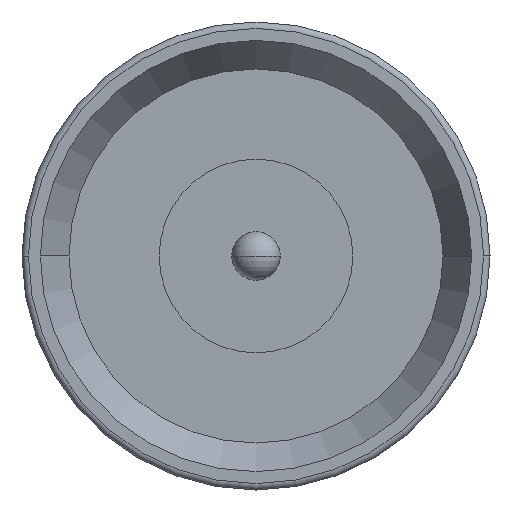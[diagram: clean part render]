
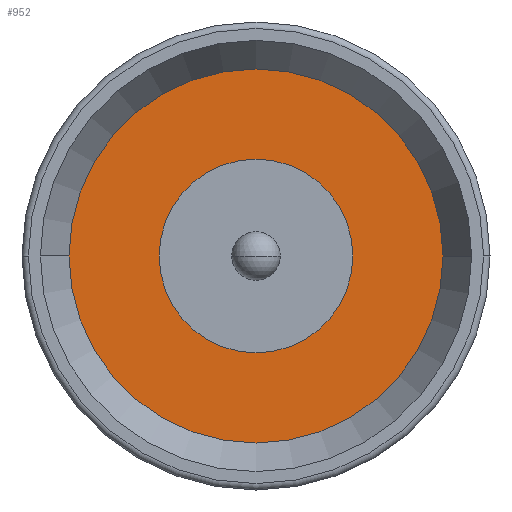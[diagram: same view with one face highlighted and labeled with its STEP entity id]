
A CAD part, left-side view. The second image highlights one B-rep face of the part: STEP entity #952.
In plain terms, the highlighted planar face has unit normal (-1, 0, 0).
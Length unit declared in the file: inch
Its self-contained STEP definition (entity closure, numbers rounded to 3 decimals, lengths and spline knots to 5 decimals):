
#54 = ORIENTED_EDGE ( 'NONE', *, *, #374, .T. ) ;
#79 = DIRECTION ( 'NONE',  ( 0., 1., 0. ) ) ;
#104 = DIRECTION ( 'NONE',  ( 0., 1., 0. ) ) ;
#116 = ORIENTED_EDGE ( 'NONE', *, *, #392, .F. ) ;
#124 = AXIS2_PLACEMENT_3D ( 'NONE', #532, #819, #682 ) ;
#125 = VERTEX_POINT ( 'NONE', #510 ) ;
#160 = DIRECTION ( 'NONE',  ( 1., 0., 0. ) ) ;
#168 = CARTESIAN_POINT ( 'NONE',  ( 0.07004, -0.06231, 0. ) ) ;
#173 = CARTESIAN_POINT ( 'NONE',  ( 0.07004, -0.06231, 0. ) ) ;
#300 = EDGE_CURVE ( 'NONE', #359, #918, #820, .T. ) ;
#304 = DIRECTION ( 'NONE',  ( 1., 0., 0. ) ) ;
#359 = VERTEX_POINT ( 'NONE', #886 ) ;
#374 = EDGE_CURVE ( 'NONE', #918, #359, #942, .T. ) ;
#379 = DIRECTION ( 'NONE',  ( 1., 0., 0. ) ) ;
#392 = EDGE_CURVE ( 'NONE', #944, #125, #519, .T. ) ;
#397 = ORIENTED_EDGE ( 'NONE', *, *, #415, .F. ) ;
#415 = EDGE_CURVE ( 'NONE', #125, #944, #850, .T. ) ;
#429 = ORIENTED_EDGE ( 'NONE', *, *, #300, .T. ) ;
#510 = CARTESIAN_POINT ( 'NONE',  ( 0.07004, 0.06231, 0. ) ) ;
#519 = CIRCLE ( 'NONE', #864, 0.06231 ) ;
#527 = DIRECTION ( 'NONE',  ( 0., 1., 0. ) ) ;
#532 = CARTESIAN_POINT ( 'NONE',  ( 0.07004, 0., 0. ) ) ;
#536 = AXIS2_PLACEMENT_3D ( 'NONE', #618, #379, #738 ) ;
#562 = AXIS2_PLACEMENT_3D ( 'NONE', #613, #160, #527 ) ;
#563 = EDGE_LOOP ( 'NONE', ( #54, #429 ) ) ;
#567 = EDGE_LOOP ( 'NONE', ( #397, #116 ) ) ;
#613 = CARTESIAN_POINT ( 'NONE',  ( 0.07004, 0., 0. ) ) ;
#616 = CARTESIAN_POINT ( 'NONE',  ( 0.07004, 0.03, 0. ) ) ;
#618 = CARTESIAN_POINT ( 'NONE',  ( 0.07004, 0., 0. ) ) ;
#620 = FACE_BOUND ( 'NONE', #563, .T. ) ;
#682 = DIRECTION ( 'NONE',  ( 0., 1., 0. ) ) ;
#738 = DIRECTION ( 'NONE',  ( 0., 1., 0. ) ) ;
#771 = FACE_OUTER_BOUND ( 'NONE', #567, .T. ) ;
#815 = AXIS2_PLACEMENT_3D ( 'NONE', #173, #904, #104 ) ;
#819 = DIRECTION ( 'NONE',  ( 1., 0., 0. ) ) ;
#820 = CIRCLE ( 'NONE', #562, 0.03 ) ;
#850 = CIRCLE ( 'NONE', #124, 0.06231 ) ;
#864 = AXIS2_PLACEMENT_3D ( 'NONE', #901, #304, #79 ) ;
#886 = CARTESIAN_POINT ( 'NONE',  ( 0.07004, -0.03, 0. ) ) ;
#901 = CARTESIAN_POINT ( 'NONE',  ( 0.07004, 0., 0. ) ) ;
#904 = DIRECTION ( 'NONE',  ( 1., 0., 0. ) ) ;
#908 = PLANE ( 'NONE',  #815 ) ;
#918 = VERTEX_POINT ( 'NONE', #616 ) ;
#942 = CIRCLE ( 'NONE', #536, 0.03 ) ;
#944 = VERTEX_POINT ( 'NONE', #168 ) ;
#952 = ADVANCED_FACE ( 'NONE', ( #771, #620 ), #908, .F. ) ;
